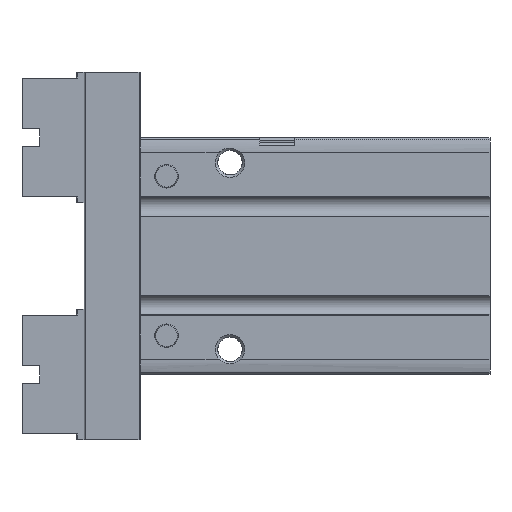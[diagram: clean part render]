
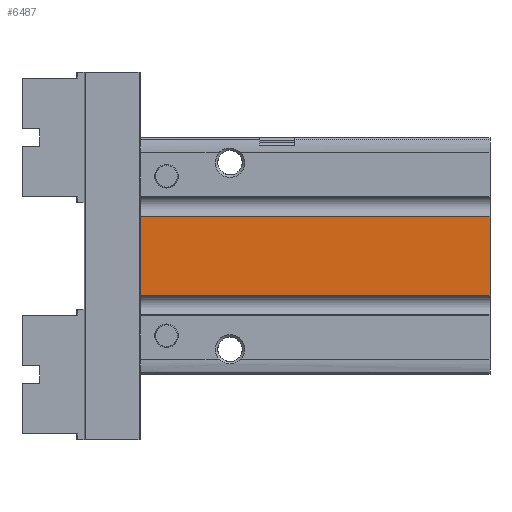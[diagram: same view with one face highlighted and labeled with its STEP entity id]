
A CAD part, left-side view. The second image highlights one B-rep face of the part: STEP entity #6487.
In plain terms, the highlighted face is planar.
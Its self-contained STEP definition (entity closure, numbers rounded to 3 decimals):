
#74=PLANE('',#6988);
#381=LINE('',#10016,#937);
#387=LINE('',#10048,#943);
#389=LINE('',#10054,#945);
#390=LINE('',#10055,#946);
#937=VECTOR('',#7881,1000.);
#943=VECTOR('',#7909,1000.);
#945=VECTOR('',#7915,1000.);
#946=VECTOR('',#7916,1000.);
#1604=ORIENTED_EDGE('',*,*,#3510,.T.);
#1605=ORIENTED_EDGE('',*,*,#3492,.T.);
#1606=ORIENTED_EDGE('',*,*,#3511,.F.);
#1607=ORIENTED_EDGE('',*,*,#3507,.F.);
#3492=EDGE_CURVE('',#4443,#4442,#381,.T.);
#3507=EDGE_CURVE('',#4457,#4458,#387,.T.);
#3510=EDGE_CURVE('',#4457,#4443,#389,.T.);
#3511=EDGE_CURVE('',#4458,#4442,#390,.T.);
#4442=VERTEX_POINT('',#10015);
#4443=VERTEX_POINT('',#10017);
#4457=VERTEX_POINT('',#10047);
#4458=VERTEX_POINT('',#10049);
#5347=EDGE_LOOP('',(#1604,#1605,#1606,#1607));
#5837=FACE_BOUND('',#5347,.T.);
#6487=ADVANCED_FACE('',(#5837),#74,.F.);
#6988=AXIS2_PLACEMENT_3D('',#10053,#7913,#7914);
#7881=DIRECTION('',(1.,0.,0.));
#7909=DIRECTION('',(1.,0.,0.));
#7913=DIRECTION('',(0.,0.,-1.));
#7914=DIRECTION('',(-1.,0.,0.));
#7915=DIRECTION('',(0.,-1.,0.));
#7916=DIRECTION('',(0.,-1.,0.));
#10015=CARTESIAN_POINT('',(6.7,0.,13.));
#10016=CARTESIAN_POINT('',(-17.5,0.,13.));
#10017=CARTESIAN_POINT('',(-6.7,0.,13.));
#10047=CARTESIAN_POINT('',(-6.7,59.2,13.));
#10048=CARTESIAN_POINT('',(-17.5,59.2,13.));
#10049=CARTESIAN_POINT('',(6.7,59.2,13.));
#10053=CARTESIAN_POINT('',(-17.5,59.2,13.));
#10054=CARTESIAN_POINT('',(-6.7,59.2,13.));
#10055=CARTESIAN_POINT('',(6.7,59.2,13.));
